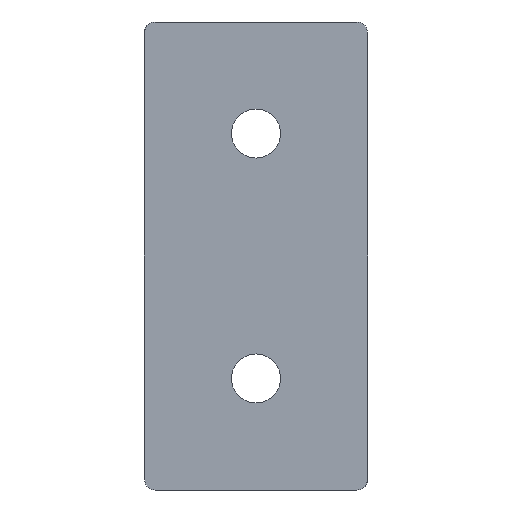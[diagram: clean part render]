
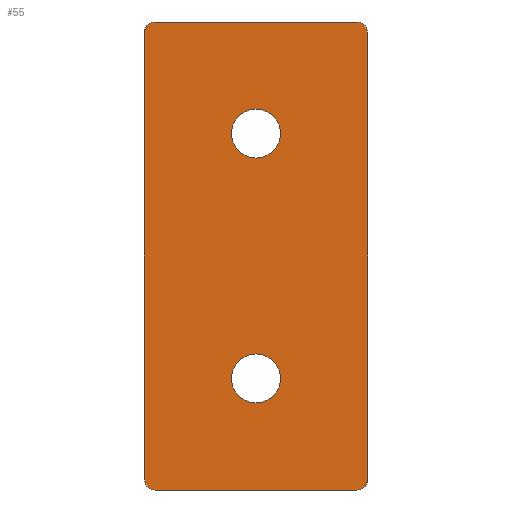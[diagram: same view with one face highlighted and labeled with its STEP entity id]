
A CAD part, front view. The second image highlights one B-rep face of the part: STEP entity #55.
In plain terms, the highlighted planar face has unit normal (0, -1, 0).
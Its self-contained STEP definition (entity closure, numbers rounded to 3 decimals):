
#2 = VERTEX_POINT ( 'NONE', #698 ) ;
#9 = VECTOR ( 'NONE', #660, 1000. ) ;
#15 = AXIS2_PLACEMENT_3D ( 'NONE', #575, #57, #633 ) ;
#21 = CARTESIAN_POINT ( 'NONE',  ( 0., 0., 27. ) ) ;
#33 = VERTEX_POINT ( 'NONE', #242 ) ;
#39 = DIRECTION ( 'NONE',  ( 0., 0., -1. ) ) ;
#52 = VERTEX_POINT ( 'NONE', #637 ) ;
#55 = ADVANCED_FACE ( 'NONE', ( #485, #172, #570 ), #587, .F. ) ;
#56 = EDGE_CURVE ( 'NONE', #289, #2, #367, .T. ) ;
#57 = DIRECTION ( 'NONE',  ( 0., 1., 0. ) ) ;
#63 = CARTESIAN_POINT ( 'NONE',  ( -20.5, 0., -43. ) ) ;
#82 = CARTESIAN_POINT ( 'NONE',  ( 0., 0., -27. ) ) ;
#83 = CARTESIAN_POINT ( 'NONE',  ( 18.5, 0., 41. ) ) ;
#87 = EDGE_CURVE ( 'NONE', #2, #549, #496, .T. ) ;
#89 = VECTOR ( 'NONE', #430, 1000. ) ;
#92 = AXIS2_PLACEMENT_3D ( 'NONE', #280, #95, #455 ) ;
#95 = DIRECTION ( 'NONE',  ( 0., -1., 0. ) ) ;
#101 = CARTESIAN_POINT ( 'NONE',  ( -20.5, 0., 43. ) ) ;
#110 = VERTEX_POINT ( 'NONE', #716 ) ;
#132 = AXIS2_PLACEMENT_3D ( 'NONE', #705, #713, #307 ) ;
#137 = DIRECTION ( 'NONE',  ( 0., 1., 0. ) ) ;
#159 = DIRECTION ( 'NONE',  ( 0., -1., 0. ) ) ;
#170 = LINE ( 'NONE', #101, #9 ) ;
#172 = FACE_BOUND ( 'NONE', #582, .T. ) ;
#174 = ORIENTED_EDGE ( 'NONE', *, *, #56, .F. ) ;
#185 = CIRCLE ( 'NONE', #92, 4.5 ) ;
#192 = CARTESIAN_POINT ( 'NONE',  ( 20.5, 0., 41. ) ) ;
#210 = CARTESIAN_POINT ( 'NONE',  ( 0., 0., -22.5 ) ) ;
#212 = CARTESIAN_POINT ( 'NONE',  ( -18.5, 0., 41. ) ) ;
#228 = CIRCLE ( 'NONE', #299, 2. ) ;
#232 = EDGE_CURVE ( 'NONE', #549, #33, #638, .T. ) ;
#236 = VECTOR ( 'NONE', #592, 1000. ) ;
#242 = CARTESIAN_POINT ( 'NONE',  ( 20.5, 0., -41. ) ) ;
#244 = EDGE_CURVE ( 'NONE', #245, #522, #693, .T. ) ;
#245 = VERTEX_POINT ( 'NONE', #676 ) ;
#249 = DIRECTION ( 'NONE',  ( 0., 0., -1. ) ) ;
#264 = EDGE_CURVE ( 'NONE', #298, #416, #477, .T. ) ;
#267 = DIRECTION ( 'NONE',  ( 0., 0., -1. ) ) ;
#279 = ORIENTED_EDGE ( 'NONE', *, *, #399, .F. ) ;
#280 = CARTESIAN_POINT ( 'NONE',  ( 0., 0., -22.5 ) ) ;
#289 = VERTEX_POINT ( 'NONE', #420 ) ;
#298 = VERTEX_POINT ( 'NONE', #692 ) ;
#299 = AXIS2_PLACEMENT_3D ( 'NONE', #212, #332, #499 ) ;
#301 = CIRCLE ( 'NONE', #728, 4.5 ) ;
#303 = ORIENTED_EDGE ( 'NONE', *, *, #488, .F. ) ;
#307 = DIRECTION ( 'NONE',  ( 0., 0., 1. ) ) ;
#310 = EDGE_CURVE ( 'NONE', #110, #298, #471, .T. ) ;
#311 = CIRCLE ( 'NONE', #336, 2. ) ;
#313 = ORIENTED_EDGE ( 'NONE', *, *, #87, .F. ) ;
#329 = CARTESIAN_POINT ( 'NONE',  ( 0., 0., 22.5 ) ) ;
#332 = DIRECTION ( 'NONE',  ( 0., 1., 0. ) ) ;
#336 = AXIS2_PLACEMENT_3D ( 'NONE', #539, #137, #655 ) ;
#338 = EDGE_LOOP ( 'NONE', ( #725, #393 ) ) ;
#360 = AXIS2_PLACEMENT_3D ( 'NONE', #83, #586, #249 ) ;
#361 = EDGE_CURVE ( 'NONE', #416, #395, #170, .T. ) ;
#367 = LINE ( 'NONE', #643, #89 ) ;
#369 = EDGE_CURVE ( 'NONE', #522, #245, #753, .T. ) ;
#376 = EDGE_CURVE ( 'NONE', #52, #495, #301, .T. ) ;
#393 = ORIENTED_EDGE ( 'NONE', *, *, #369, .F. ) ;
#395 = VERTEX_POINT ( 'NONE', #658 ) ;
#399 = EDGE_CURVE ( 'NONE', #495, #52, #185, .T. ) ;
#416 = VERTEX_POINT ( 'NONE', #557 ) ;
#420 = CARTESIAN_POINT ( 'NONE',  ( -18.5, 0., 43. ) ) ;
#422 = VECTOR ( 'NONE', #668, 1000. ) ;
#430 = DIRECTION ( 'NONE',  ( 1., 0., 0. ) ) ;
#455 = DIRECTION ( 'NONE',  ( 0., 0., -1. ) ) ;
#471 = LINE ( 'NONE', #63, #236 ) ;
#474 = ORIENTED_EDGE ( 'NONE', *, *, #376, .F. ) ;
#477 = CIRCLE ( 'NONE', #15, 2. ) ;
#480 = ORIENTED_EDGE ( 'NONE', *, *, #361, .F. ) ;
#485 = FACE_BOUND ( 'NONE', #338, .T. ) ;
#488 = EDGE_CURVE ( 'NONE', #33, #110, #311, .T. ) ;
#495 = VERTEX_POINT ( 'NONE', #82 ) ;
#496 = CIRCLE ( 'NONE', #360, 2. ) ;
#499 = DIRECTION ( 'NONE',  ( 0., 0., -1. ) ) ;
#510 = CARTESIAN_POINT ( 'NONE',  ( 0., 0., 22.5 ) ) ;
#522 = VERTEX_POINT ( 'NONE', #21 ) ;
#533 = AXIS2_PLACEMENT_3D ( 'NONE', #329, #727, #39 ) ;
#536 = ORIENTED_EDGE ( 'NONE', *, *, #310, .F. ) ;
#539 = CARTESIAN_POINT ( 'NONE',  ( 18.5, 0., -41. ) ) ;
#549 = VERTEX_POINT ( 'NONE', #192 ) ;
#557 = CARTESIAN_POINT ( 'NONE',  ( -20.5, 0., -41. ) ) ;
#560 = ORIENTED_EDGE ( 'NONE', *, *, #232, .F. ) ;
#564 = DIRECTION ( 'NONE',  ( 0., 0., -1. ) ) ;
#570 = FACE_OUTER_BOUND ( 'NONE', #591, .T. ) ;
#575 = CARTESIAN_POINT ( 'NONE',  ( -18.5, 0., -41. ) ) ;
#582 = EDGE_LOOP ( 'NONE', ( #279, #474 ) ) ;
#586 = DIRECTION ( 'NONE',  ( 0., 1., 0. ) ) ;
#587 = PLANE ( 'NONE',  #132 ) ;
#591 = EDGE_LOOP ( 'NONE', ( #303, #560, #313, #174, #755, #480, #701, #536 ) ) ;
#592 = DIRECTION ( 'NONE',  ( -1., 0., 0. ) ) ;
#602 = DIRECTION ( 'NONE',  ( 0., -1., 0. ) ) ;
#633 = DIRECTION ( 'NONE',  ( 0., 0., -1. ) ) ;
#637 = CARTESIAN_POINT ( 'NONE',  ( 0., 0., -18. ) ) ;
#638 = LINE ( 'NONE', #729, #422 ) ;
#643 = CARTESIAN_POINT ( 'NONE',  ( -20.5, 0., 43. ) ) ;
#655 = DIRECTION ( 'NONE',  ( 0., 0., -1. ) ) ;
#658 = CARTESIAN_POINT ( 'NONE',  ( -20.5, 0., 41. ) ) ;
#660 = DIRECTION ( 'NONE',  ( 0., 0., 1. ) ) ;
#668 = DIRECTION ( 'NONE',  ( 0., 0., -1. ) ) ;
#676 = CARTESIAN_POINT ( 'NONE',  ( 0., 0., 18. ) ) ;
#691 = AXIS2_PLACEMENT_3D ( 'NONE', #510, #159, #564 ) ;
#692 = CARTESIAN_POINT ( 'NONE',  ( -18.5, 0., -43. ) ) ;
#693 = CIRCLE ( 'NONE', #691, 4.5 ) ;
#698 = CARTESIAN_POINT ( 'NONE',  ( 18.5, 0., 43. ) ) ;
#701 = ORIENTED_EDGE ( 'NONE', *, *, #264, .F. ) ;
#705 = CARTESIAN_POINT ( 'NONE',  ( -20.5, 0., 43. ) ) ;
#713 = DIRECTION ( 'NONE',  ( 0., 1., 0. ) ) ;
#716 = CARTESIAN_POINT ( 'NONE',  ( 18.5, 0., -43. ) ) ;
#721 = EDGE_CURVE ( 'NONE', #395, #289, #228, .T. ) ;
#725 = ORIENTED_EDGE ( 'NONE', *, *, #244, .F. ) ;
#727 = DIRECTION ( 'NONE',  ( 0., -1., 0. ) ) ;
#728 = AXIS2_PLACEMENT_3D ( 'NONE', #210, #602, #267 ) ;
#729 = CARTESIAN_POINT ( 'NONE',  ( 20.5, 0., 43. ) ) ;
#753 = CIRCLE ( 'NONE', #533, 4.5 ) ;
#755 = ORIENTED_EDGE ( 'NONE', *, *, #721, .F. ) ;
